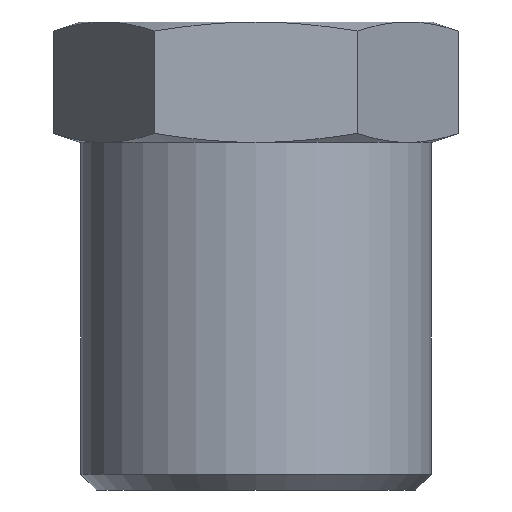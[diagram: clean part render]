
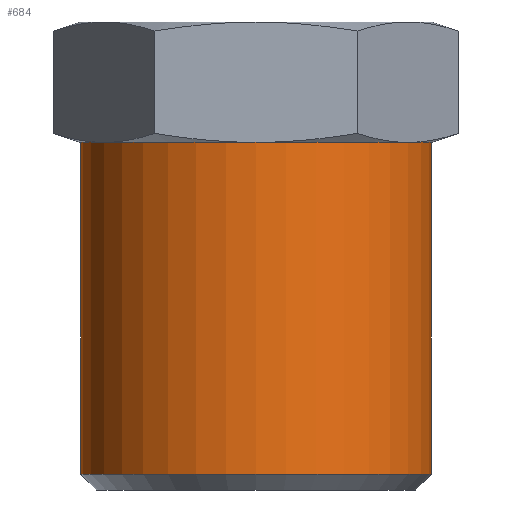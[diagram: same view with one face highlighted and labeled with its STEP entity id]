
A CAD part, front view. The second image highlights one B-rep face of the part: STEP entity #684.
In plain terms, the highlighted cylindrical face has radius 7.137 mm (diameter 14.275 mm), a partial arc.
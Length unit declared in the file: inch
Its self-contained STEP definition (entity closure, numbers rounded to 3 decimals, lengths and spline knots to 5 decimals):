
#138=CARTESIAN_POINT('',(-0.281,0.,0.557));
#139=VERTEX_POINT('',#138);
#176=CARTESIAN_POINT('',(0.281,0.,0.557));
#177=VERTEX_POINT('',#176);
#296=CARTESIAN_POINT('',(0.281,0.,0.025));
#297=VERTEX_POINT('',#296);
#298=CARTESIAN_POINT('',(0.281,0.,0.025));
#299=DIRECTION('',(0.0,0.0,1.0));
#300=VECTOR('',#299,0.532);
#301=LINE('',#298,#300);
#302=EDGE_CURVE('',#297,#177,#301,.T.);
#304=CARTESIAN_POINT('',(-0.281,0.,0.025));
#305=VERTEX_POINT('',#304);
#313=CARTESIAN_POINT('',(-0.281,0.,0.557));
#314=DIRECTION('',(0.0,0.0,-1.0));
#315=VECTOR('',#314,0.532);
#316=LINE('',#313,#315);
#317=EDGE_CURVE('',#139,#305,#316,.T.);
#630=CARTESIAN_POINT('',(0.0,0.0,0.025));
#631=DIRECTION('',(0.0,0.0,-1.0));
#632=DIRECTION('',(-1.0,0.0,0.0));
#633=AXIS2_PLACEMENT_3D('',#630,#631,#632);
#634=CIRCLE('',#633,0.281);
#635=EDGE_CURVE('',#297,#305,#634,.T.);
#640=CARTESIAN_POINT('',(0.0,0.0,0.2785));
#641=DIRECTION('',(0.0,0.0,1.0));
#642=DIRECTION('',(1.0,0.0,0.0));
#643=AXIS2_PLACEMENT_3D('',#640,#641,#642);
#644=CYLINDRICAL_SURFACE('',#643,0.281);
#645=ORIENTED_EDGE('',*,*,#302,.T.);
#646=CARTESIAN_POINT('',(0.24335,-0.1405,0.557));
#647=VERTEX_POINT('',#646);
#648=CARTESIAN_POINT('',(0.0,0.0,0.557));
#649=DIRECTION('',(0.0,0.0,-1.0));
#650=DIRECTION('',(-1.0,0.0,0.0));
#651=AXIS2_PLACEMENT_3D('',#648,#649,#650);
#652=CIRCLE('',#651,0.281);
#653=EDGE_CURVE('',#177,#647,#652,.T.);
#654=ORIENTED_EDGE('',*,*,#653,.T.);
#655=CARTESIAN_POINT('',(0.,-0.281,0.557));
#656=VERTEX_POINT('',#655);
#657=CARTESIAN_POINT('',(0.0,0.0,0.557));
#658=DIRECTION('',(0.0,0.0,-1.0));
#659=DIRECTION('',(-1.0,0.0,0.0));
#660=AXIS2_PLACEMENT_3D('',#657,#658,#659);
#661=CIRCLE('',#660,0.281);
#662=EDGE_CURVE('',#647,#656,#661,.T.);
#663=ORIENTED_EDGE('',*,*,#662,.T.);
#664=CARTESIAN_POINT('',(-0.24335,-0.1405,0.557));
#665=VERTEX_POINT('',#664);
#666=CARTESIAN_POINT('',(0.0,0.0,0.557));
#667=DIRECTION('',(0.0,0.0,-1.0));
#668=DIRECTION('',(-1.0,0.0,0.0));
#669=AXIS2_PLACEMENT_3D('',#666,#667,#668);
#670=CIRCLE('',#669,0.281);
#671=EDGE_CURVE('',#656,#665,#670,.T.);
#672=ORIENTED_EDGE('',*,*,#671,.T.);
#673=CARTESIAN_POINT('',(0.0,0.0,0.557));
#674=DIRECTION('',(0.0,0.0,-1.0));
#675=DIRECTION('',(-1.0,0.0,0.0));
#676=AXIS2_PLACEMENT_3D('',#673,#674,#675);
#677=CIRCLE('',#676,0.281);
#678=EDGE_CURVE('',#665,#139,#677,.T.);
#679=ORIENTED_EDGE('',*,*,#678,.T.);
#680=ORIENTED_EDGE('',*,*,#317,.T.);
#681=ORIENTED_EDGE('',*,*,#635,.F.);
#682=EDGE_LOOP('',(#645,#654,#663,#672,#679,#680,#681));
#683=FACE_OUTER_BOUND('',#682,.T.);
#684=ADVANCED_FACE('',(#683),#644,.T.);
